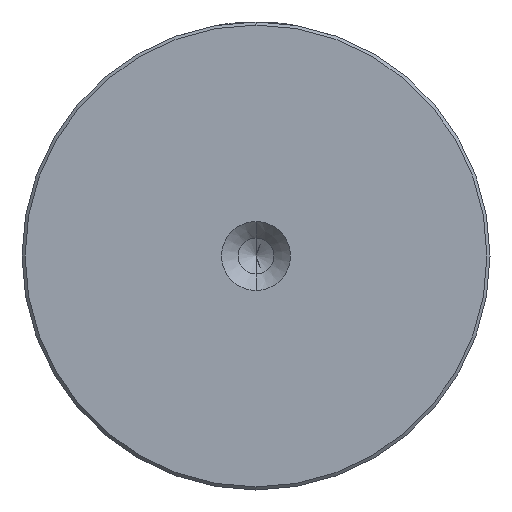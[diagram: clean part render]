
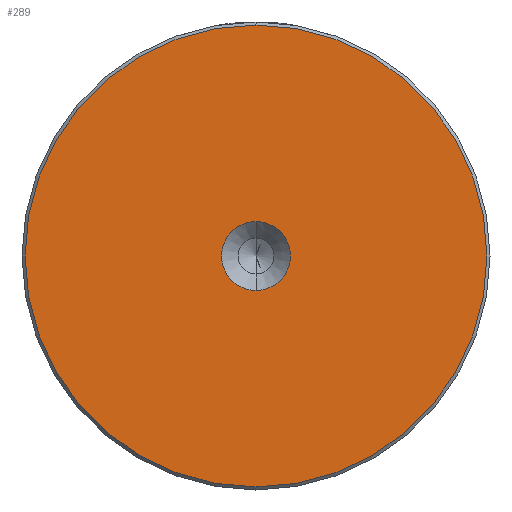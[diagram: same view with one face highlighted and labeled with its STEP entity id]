
A CAD part, left-side view. The second image highlights one B-rep face of the part: STEP entity #289.
In plain terms, the highlighted planar face has unit normal (-1, 0, 0).
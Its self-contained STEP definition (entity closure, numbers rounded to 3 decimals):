
#49 = CARTESIAN_POINT ( 'NONE',  ( 0., 0., -37.5 ) ) ;
#53 = CARTESIAN_POINT ( 'NONE',  ( 0., 0., 37.5 ) ) ;
#84 = EDGE_CURVE ( 'NONE', #2268, #2496, #815, .T. ) ;
#285 = DIRECTION ( 'NONE',  ( -1., 0., 0. ) ) ;
#289 = ADVANCED_FACE ( 'NONE', ( #961, #2463 ), #428, .T. ) ;
#348 = CARTESIAN_POINT ( 'NONE',  ( 0., 0., 0. ) ) ;
#358 = DIRECTION ( 'NONE',  ( 0., 0., 1. ) ) ;
#369 = DIRECTION ( 'NONE',  ( -1., 0., 0. ) ) ;
#411 = CARTESIAN_POINT ( 'NONE',  ( 0., 0., 0. ) ) ;
#428 = PLANE ( 'NONE',  #1783 ) ;
#542 = DIRECTION ( 'NONE',  ( 0., 0., 1. ) ) ;
#681 = ORIENTED_EDGE ( 'NONE', *, *, #84, .F. ) ;
#815 = CIRCLE ( 'NONE', #1837, 5.6 ) ;
#936 = VERTEX_POINT ( 'NONE', #53 ) ;
#961 = FACE_OUTER_BOUND ( 'NONE', #1267, .T. ) ;
#999 = EDGE_CURVE ( 'NONE', #936, #2216, #1345, .T. ) ;
#1099 = CARTESIAN_POINT ( 'NONE',  ( 0., 0., -5.6 ) ) ;
#1115 = ORIENTED_EDGE ( 'NONE', *, *, #1170, .T. ) ;
#1121 = DIRECTION ( 'NONE',  ( -1., 0., 0. ) ) ;
#1170 = EDGE_CURVE ( 'NONE', #2216, #936, #2057, .T. ) ;
#1242 = EDGE_CURVE ( 'NONE', #2496, #2268, #1476, .T. ) ;
#1267 = EDGE_LOOP ( 'NONE', ( #1115, #2323 ) ) ;
#1336 = EDGE_LOOP ( 'NONE', ( #681, #1831 ) ) ;
#1345 = CIRCLE ( 'NONE', #1863, 37.5 ) ;
#1425 = AXIS2_PLACEMENT_3D ( 'NONE', #348, #1694, #542 ) ;
#1439 = CARTESIAN_POINT ( 'NONE',  ( 0., 0., 0. ) ) ;
#1476 = CIRCLE ( 'NONE', #1807, 5.6 ) ;
#1619 = CARTESIAN_POINT ( 'NONE',  ( 0., 0., 5.6 ) ) ;
#1637 = DIRECTION ( 'NONE',  ( 0., 0., 1. ) ) ;
#1694 = DIRECTION ( 'NONE',  ( -1., 0., 0. ) ) ;
#1783 = AXIS2_PLACEMENT_3D ( 'NONE', #411, #369, #358 ) ;
#1807 = AXIS2_PLACEMENT_3D ( 'NONE', #2299, #1121, #2499 ) ;
#1831 = ORIENTED_EDGE ( 'NONE', *, *, #1242, .F. ) ;
#1837 = AXIS2_PLACEMENT_3D ( 'NONE', #1979, #1902, #2127 ) ;
#1863 = AXIS2_PLACEMENT_3D ( 'NONE', #1439, #285, #1637 ) ;
#1902 = DIRECTION ( 'NONE',  ( -1., 0., 0. ) ) ;
#1979 = CARTESIAN_POINT ( 'NONE',  ( 0., 0., 0. ) ) ;
#2057 = CIRCLE ( 'NONE', #1425, 37.5 ) ;
#2127 = DIRECTION ( 'NONE',  ( 0., 0., 1. ) ) ;
#2216 = VERTEX_POINT ( 'NONE', #49 ) ;
#2268 = VERTEX_POINT ( 'NONE', #1619 ) ;
#2299 = CARTESIAN_POINT ( 'NONE',  ( 0., 0., 0. ) ) ;
#2323 = ORIENTED_EDGE ( 'NONE', *, *, #999, .T. ) ;
#2463 = FACE_BOUND ( 'NONE', #1336, .T. ) ;
#2496 = VERTEX_POINT ( 'NONE', #1099 ) ;
#2499 = DIRECTION ( 'NONE',  ( 0., 0., 1. ) ) ;
